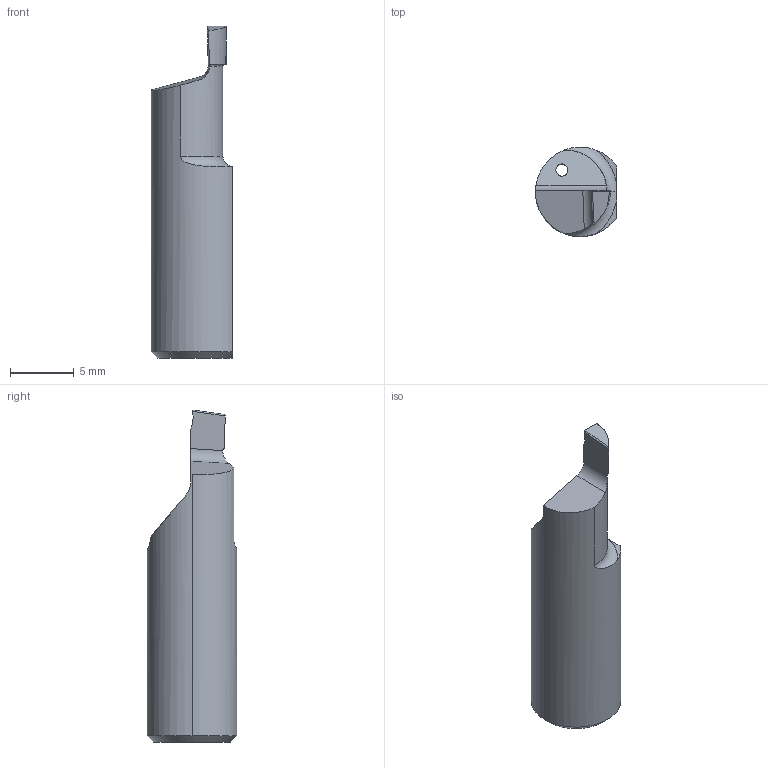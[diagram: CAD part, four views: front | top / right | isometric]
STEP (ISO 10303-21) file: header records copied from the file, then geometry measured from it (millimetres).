
FILE_DESCRIPTION (( 'STEP AP203' ), '1' );
FILE_NAME ('RP10M1508-10.step', '2023-09-28T08:36:02', ( '' ), ( '' ), 'SwSTEP 2.0', 'SolidWorks 2022', '' );
FILE_SCHEMA (( 'CONFIG_CONTROL_DESIGN' ));
Length unit declared in the file: millimetre
Products named in the file (1): RP10M1508-10
Bounding box: 6.35 x 7 x 26 mm (x, y, z)
Volume: 686 mm3; surface area: 572.9 mm2
Topology: 1 solids, 1 shells, 28 faces, 78 edges, 52 vertices
Faces by surface type: cylinder 11, plane 11, torus 4, cone 1, bspline 1
Entity records: 1088 total; most frequent: CARTESIAN_POINT 346, ORIENTED_EDGE 156, DIRECTION 119, EDGE_CURVE 78, VERTEX_POINT 52, AXIS2_PLACEMENT_3D 45, EDGE_LOOP 30, VECTOR 29
